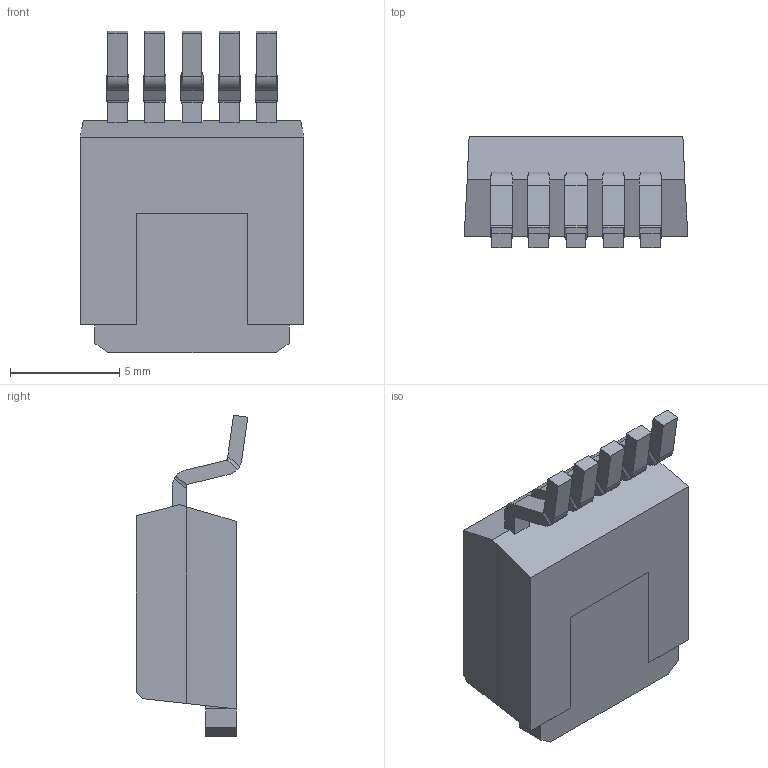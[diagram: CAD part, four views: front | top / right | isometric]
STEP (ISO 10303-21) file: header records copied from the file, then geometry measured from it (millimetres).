
FILE_DESCRIPTION (( 'STEP AP214' ), '1' );
FILE_NAME ('LM2596DSADJG.STEP', '2021-05-22T05:41:15', ( '' ), ( '' ), 'SwSTEP 2.0', 'SolidWorks 2018', '' );
FILE_SCHEMA (( 'AUTOMOTIVE_DESIGN' ));
Length unit declared in the file: inch
Products named in the file (1): LM2596DSADJG
Bounding box: 10.24 x 5.1 x 14.71 mm (x, y, z)
Volume: 433.7 mm3; surface area: 715.3 mm2
Topology: 7 solids, 7 shells, 168 faces, 457 edges, 304 vertices
Faces by surface type: plane 124, cylinder 40, torus 4
Entity records: 5476 total; most frequent: CARTESIAN_POINT 1185, ORIENTED_EDGE 914, DIRECTION 805, EDGE_CURVE 457, LINE 327, VECTOR 327, VERTEX_POINT 304, AXIS2_PLACEMENT_3D 239
